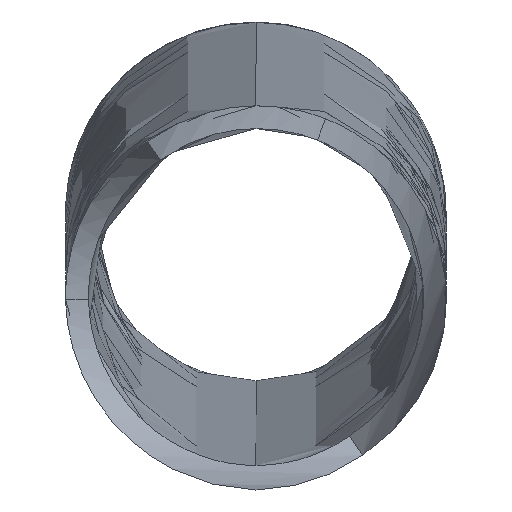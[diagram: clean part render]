
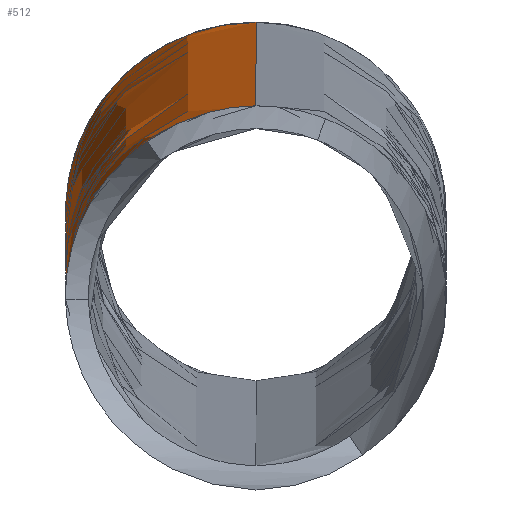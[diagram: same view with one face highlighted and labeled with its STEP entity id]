
A CAD part, left-side view. The second image highlights one B-rep face of the part: STEP entity #512.
In plain terms, the highlighted free-form (B-spline) face has degree [5, 4] with [6, 5] control points.
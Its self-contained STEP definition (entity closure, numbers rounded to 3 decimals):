
#57=CARTESIAN_POINT('Axis2P3D Location',(-1865.,-237.,-9.52)) ;
#61=CARTESIAN_POINT('Vertex',(-1865.237,-237.,2.978)) ;
#63=CARTESIAN_POINT('Vertex',(-1864.861,-226.855,-16.821)) ;
#205=CARTESIAN_POINT('Vertex',(-1866.231,-237.,-22.046)) ;
#209=CARTESIAN_POINT('Control Point',(-1866.231,-237.,-22.046)) ;
#210=CARTESIAN_POINT('Control Point',(-1866.135,-235.871,-22.044)) ;
#211=CARTESIAN_POINT('Control Point',(-1866.026,-234.729,-21.914)) ;
#212=CARTESIAN_POINT('Control Point',(-1865.905,-233.594,-21.651)) ;
#213=CARTESIAN_POINT('Control Point',(-1865.637,-231.362,-20.848)) ;
#214=CARTESIAN_POINT('Control Point',(-1865.337,-229.348,-19.524)) ;
#215=CARTESIAN_POINT('Control Point',(-1865.18,-228.409,-18.729)) ;
#216=CARTESIAN_POINT('Control Point',(-1865.02,-227.572,-17.821)) ;
#217=CARTESIAN_POINT('Control Point',(-1864.861,-226.855,-16.821)) ;
#285=CARTESIAN_POINT('Vertex',(-2153.367,-237.,-2.497)) ;
#289=CARTESIAN_POINT('Control Point',(-2158.061,-229.864,-4.823)) ;
#290=CARTESIAN_POINT('Control Point',(-2156.896,-231.014,-4.002)) ;
#291=CARTESIAN_POINT('Control Point',(-2155.804,-232.311,-3.317)) ;
#292=CARTESIAN_POINT('Control Point',(-2154.801,-233.767,-2.793)) ;
#293=CARTESIAN_POINT('Control Point',(-2153.967,-235.361,-2.508)) ;
#294=CARTESIAN_POINT('Control Point',(-2153.367,-237.,-2.497)) ;
#295=CARTESIAN_POINT('Vertex',(-2158.061,-229.864,-4.823)) ;
#419=CARTESIAN_POINT('Control Point',(-1865.237,-237.,2.978)) ;
#420=CARTESIAN_POINT('Control Point',(-1865.237,-224.5,2.978)) ;
#421=CARTESIAN_POINT('Control Point',(-1865.,-218.25,-9.52)) ;
#422=CARTESIAN_POINT('Control Point',(-1864.763,-224.5,-22.018)) ;
#423=CARTESIAN_POINT('Control Point',(-1864.763,-237.,-22.018)) ;
#424=CARTESIAN_POINT('Control Point',(-1925.237,-237.,1.838)) ;
#425=CARTESIAN_POINT('Control Point',(-1925.237,-224.5,1.838)) ;
#426=CARTESIAN_POINT('Control Point',(-1925.,-218.25,-10.66)) ;
#427=CARTESIAN_POINT('Control Point',(-1924.763,-224.5,-23.158)) ;
#428=CARTESIAN_POINT('Control Point',(-1924.763,-237.,-23.158)) ;
#429=CARTESIAN_POINT('Control Point',(-1985.235,-237.,0.698)) ;
#430=CARTESIAN_POINT('Control Point',(-1985.235,-224.5,0.698)) ;
#431=CARTESIAN_POINT('Control Point',(-1984.998,-218.25,-11.8)) ;
#432=CARTESIAN_POINT('Control Point',(-1984.76,-224.5,-24.298)) ;
#433=CARTESIAN_POINT('Control Point',(-1984.76,-237.,-24.298)) ;
#434=CARTESIAN_POINT('Control Point',(-2045.237,-237.,-0.442)) ;
#435=CARTESIAN_POINT('Control Point',(-2045.237,-224.5,-0.442)) ;
#436=CARTESIAN_POINT('Control Point',(-2045.,-218.25,-12.94)) ;
#437=CARTESIAN_POINT('Control Point',(-2044.763,-224.5,-25.438)) ;
#438=CARTESIAN_POINT('Control Point',(-2044.763,-237.,-25.438)) ;
#439=CARTESIAN_POINT('Control Point',(-2105.237,-237.,-1.582)) ;
#440=CARTESIAN_POINT('Control Point',(-2105.237,-224.5,-1.582)) ;
#441=CARTESIAN_POINT('Control Point',(-2105.,-218.25,-14.08)) ;
#442=CARTESIAN_POINT('Control Point',(-2104.763,-224.5,-26.578)) ;
#443=CARTESIAN_POINT('Control Point',(-2104.763,-237.,-26.578)) ;
#444=CARTESIAN_POINT('Control Point',(-2165.237,-237.,-2.722)) ;
#445=CARTESIAN_POINT('Control Point',(-2165.237,-224.5,-2.722)) ;
#446=CARTESIAN_POINT('Control Point',(-2165.,-218.25,-15.22)) ;
#447=CARTESIAN_POINT('Control Point',(-2164.763,-224.5,-27.718)) ;
#448=CARTESIAN_POINT('Control Point',(-2164.763,-237.,-27.718)) ;
#450=CARTESIAN_POINT('Control Point',(-2164.763,-237.,-27.718)) ;
#451=CARTESIAN_POINT('Control Point',(-2164.62,-236.858,-27.715)) ;
#452=CARTESIAN_POINT('Control Point',(-2164.478,-236.715,-27.71)) ;
#453=CARTESIAN_POINT('Control Point',(-2164.312,-236.549,-27.703)) ;
#454=CARTESIAN_POINT('Control Point',(-2163.956,-236.193,-27.68)) ;
#455=CARTESIAN_POINT('Control Point',(-2163.6,-235.836,-27.643)) ;
#456=CARTESIAN_POINT('Control Point',(-2163.433,-235.669,-27.623)) ;
#457=CARTESIAN_POINT('Control Point',(-2162.968,-235.203,-27.56)) ;
#458=CARTESIAN_POINT('Control Point',(-2162.504,-234.737,-27.475)) ;
#459=CARTESIAN_POINT('Control Point',(-2162.183,-234.415,-27.405)) ;
#460=CARTESIAN_POINT('Control Point',(-2160.993,-233.22,-27.105)) ;
#461=CARTESIAN_POINT('Control Point',(-2159.821,-232.039,-26.652)) ;
#462=CARTESIAN_POINT('Control Point',(-2158.98,-231.191,-26.237)) ;
#463=CARTESIAN_POINT('Control Point',(-2157.291,-229.482,-25.192)) ;
#464=CARTESIAN_POINT('Control Point',(-2155.749,-227.912,-23.734)) ;
#465=CARTESIAN_POINT('Control Point',(-2155.005,-227.152,-22.863)) ;
#466=CARTESIAN_POINT('Control Point',(-2153.768,-225.88,-21.007)) ;
#467=CARTESIAN_POINT('Control Point',(-2152.925,-224.994,-18.735)) ;
#468=CARTESIAN_POINT('Control Point',(-2152.642,-224.689,-17.6)) ;
#469=CARTESIAN_POINT('Control Point',(-2152.5,-224.525,-16.411)) ;
#470=CARTESIAN_POINT('Control Point',(-2152.5,-224.502,-15.22)) ;
#471=CARTESIAN_POINT('Vertex',(-2164.763,-237.,-27.718)) ;
#473=CARTESIAN_POINT('Vertex',(-2152.5,-224.502,-15.22)) ;
#477=CARTESIAN_POINT('Control Point',(-2158.061,-229.864,-4.823)) ;
#478=CARTESIAN_POINT('Control Point',(-2157.117,-228.932,-5.453)) ;
#479=CARTESIAN_POINT('Control Point',(-2156.21,-228.041,-6.213)) ;
#480=CARTESIAN_POINT('Control Point',(-2155.356,-227.203,-7.115)) ;
#481=CARTESIAN_POINT('Control Point',(-2153.945,-225.829,-9.055)) ;
#482=CARTESIAN_POINT('Control Point',(-2152.978,-224.91,-11.491)) ;
#483=CARTESIAN_POINT('Control Point',(-2152.659,-224.613,-12.698)) ;
#484=CARTESIAN_POINT('Control Point',(-2152.5,-224.478,-13.961)) ;
#485=CARTESIAN_POINT('Control Point',(-2152.5,-224.502,-15.22)) ;
#488=CARTESIAN_POINT('Control Point',(-1865.237,-237.,2.978)) ;
#489=CARTESIAN_POINT('Control Point',(-1922.863,-237.,1.883)) ;
#490=CARTESIAN_POINT('Control Point',(-1980.487,-237.,0.788)) ;
#491=CARTESIAN_POINT('Control Point',(-2038.115,-237.,-0.307)) ;
#492=CARTESIAN_POINT('Control Point',(-2095.741,-237.,-1.402)) ;
#493=CARTESIAN_POINT('Control Point',(-2153.367,-237.,-2.497)) ;
#496=CARTESIAN_POINT('Control Point',(-1866.231,-237.,-22.046)) ;
#497=CARTESIAN_POINT('Control Point',(-1925.937,-237.,-23.18)) ;
#498=CARTESIAN_POINT('Control Point',(-1985.641,-237.,-24.314)) ;
#499=CARTESIAN_POINT('Control Point',(-2045.35,-237.,-25.449)) ;
#500=CARTESIAN_POINT('Control Point',(-2105.056,-237.,-26.583)) ;
#501=CARTESIAN_POINT('Control Point',(-2164.763,-237.,-27.718)) ;
#58=DIRECTION('Axis2P3D Direction',(-1.,0.,-0.019)) ;
#59=AXIS2_PLACEMENT_3D('Circle Axis2P3D',#57,#58,$) ;
#504=ORIENTED_EDGE('',*,*,#475,.T.) ;
#505=ORIENTED_EDGE('',*,*,#486,.F.) ;
#506=ORIENTED_EDGE('',*,*,#297,.T.) ;
#507=ORIENTED_EDGE('',*,*,#494,.F.) ;
#508=ORIENTED_EDGE('',*,*,#65,.T.) ;
#509=ORIENTED_EDGE('',*,*,#218,.F.) ;
#510=ORIENTED_EDGE('',*,*,#502,.T.) ;
#512=ADVANCED_FACE('Corps principal',(#511),#418,.F.) ;
#208=B_SPLINE_CURVE_WITH_KNOTS('',5,(#209,#210,#211,#212,#213,#214,#215,#216,#217),.UNSPECIFIED.,.F.,.U.,(6,3,6),(0.,8.464,17.118),.UNSPECIFIED.) ;
#288=B_SPLINE_CURVE_WITH_KNOTS('',5,(#289,#290,#291,#292,#293,#294),.UNSPECIFIED.,.F.,.U.,(6,6),(15.269,28.231),.UNSPECIFIED.) ;
#449=B_SPLINE_CURVE_WITH_KNOTS('',5,(#450,#451,#452,#453,#454,#455,#456,#457,#458,#459,#460,#461,#462,#463,#464,#465,#466,#467,#468,#469,#470),.UNSPECIFIED.,.F.,.U.,(6,3,3,3,3,3,6),(0.,1.462,2.925,6.242,15.229,24.776,32.986),.UNSPECIFIED.) ;
#476=B_SPLINE_CURVE_WITH_KNOTS('',5,(#477,#478,#479,#480,#481,#482,#483,#484,#485),.UNSPECIFIED.,.F.,.U.,(6,3,6),(14.506,24.907,33.586),.UNSPECIFIED.) ;
#60=CIRCLE('generated circle',#59,12.5) ;
#65=EDGE_CURVE('',#62,#64,#60,.T.) ;
#218=EDGE_CURVE('',#206,#64,#208,.T.) ;
#297=EDGE_CURVE('',#296,#286,#288,.T.) ;
#475=EDGE_CURVE('',#472,#474,#449,.T.) ;
#486=EDGE_CURVE('',#296,#474,#476,.T.) ;
#494=EDGE_CURVE('',#62,#286,#487,.T.) ;
#502=EDGE_CURVE('',#206,#472,#495,.T.) ;
#503=EDGE_LOOP('',(#504,#505,#506,#507,#508,#509,#510)) ;
#511=FACE_OUTER_BOUND('',#503,.T.) ;
#62=VERTEX_POINT('',#61) ;
#64=VERTEX_POINT('',#63) ;
#206=VERTEX_POINT('',#205) ;
#286=VERTEX_POINT('',#285) ;
#296=VERTEX_POINT('',#295) ;
#472=VERTEX_POINT('',#471) ;
#474=VERTEX_POINT('',#473) ;
#487=(BOUNDED_CURVE()B_SPLINE_CURVE(5,(#488,#489,#490,#491,#492,#493),.UNSPECIFIED.,.F.,.U.)B_SPLINE_CURVE_WITH_KNOTS((6,6),(0.,288.182),.UNSPECIFIED.)CURVE()GEOMETRIC_REPRESENTATION_ITEM()RATIONAL_B_SPLINE_CURVE((1.,1.,1.,1.,1.,1.))REPRESENTATION_ITEM('')) ;
#495=(BOUNDED_CURVE()B_SPLINE_CURVE(5,(#496,#497,#498,#499,#500,#501),.UNSPECIFIED.,.F.,.U.)B_SPLINE_CURVE_WITH_KNOTS((6,6),(1.469,300.054),.UNSPECIFIED.)CURVE()GEOMETRIC_REPRESENTATION_ITEM()RATIONAL_B_SPLINE_CURVE((1.,1.,1.,1.,1.,1.))REPRESENTATION_ITEM('')) ;
#418=(BOUNDED_SURFACE()B_SPLINE_SURFACE(5,4,((#419,#420,#421,#422,#423),(#424,#425,#426,#427,#428),(#429,#430,#431,#432,#433),(#434,#435,#436,#437,#438),(#439,#440,#441,#442,#443),(#444,#445,#446,#447,#448)),.UNSPECIFIED.,.F.,.F.,.U.)B_SPLINE_SURFACE_WITH_KNOTS((6,6),(5,5),(0.,300.054),(0.,39.27),.UNSPECIFIED.)GEOMETRIC_REPRESENTATION_ITEM()RATIONAL_B_SPLINE_SURFACE(((1.,0.707,0.667,0.707,1.),(1.,0.707,0.667,0.707,1.),(1.,0.707,0.667,0.707,1.),(1.,0.707,0.667,0.707,1.),(1.,0.707,0.667,0.707,1.),(1.,0.707,0.667,0.707,1.)))REPRESENTATION_ITEM('Rational BSpline Surface')SURFACE()) ;
